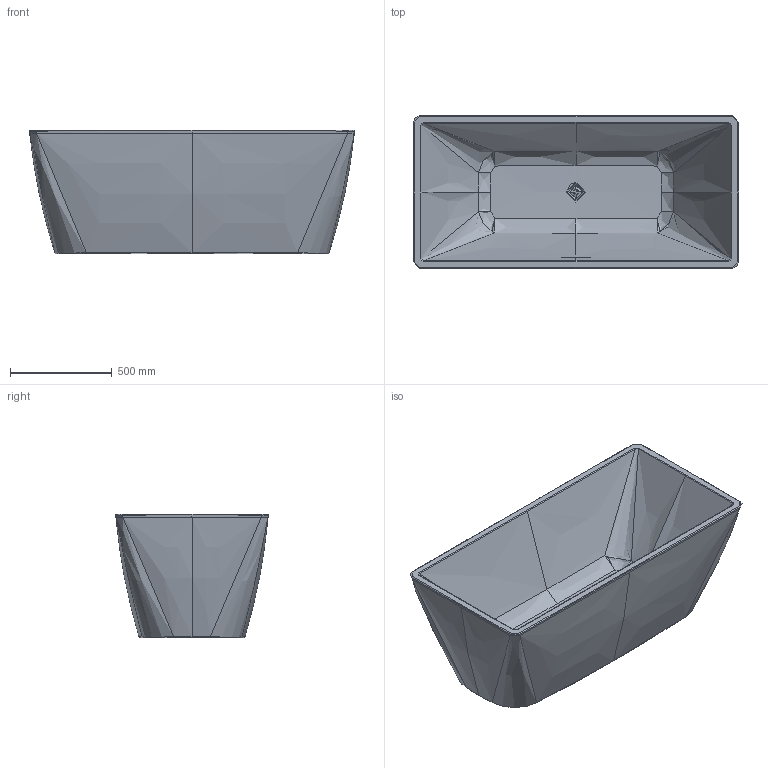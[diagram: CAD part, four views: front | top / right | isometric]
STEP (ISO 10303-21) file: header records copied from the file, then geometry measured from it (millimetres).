
FILE_DESCRIPTION(/* description */ (''),/* implementation_level */ '2;1');
FILE_NAME(/* name */ '700460',/* time_stamp */ '2021-10-11T13:43:21+02:00',/* author */ (''),/* organization */ (''),/* preprocessor_version */ 'ST-DEVELOPER v15',/* originating_system */ '',/* authorisation */ '');
FILE_SCHEMA (('AUTOMOTIVE_DESIGN'));
Length unit declared in the file: millimetre
Products named in the file (1): Document
Bounding box: 1601.11 x 751.26 x 610 mm (x, y, z)
Volume: 26176783.3 mm3; surface area: 9702223.6 mm2
Topology: 3 solids, 4 shells, 427 faces, 1059 edges, 629 vertices
Faces by surface type: bspline 390, plane 37
Entity records: 86041 total; most frequent: CARTESIAN_POINT 79856, ORIENTED_EDGE 2078, EDGE_CURVE 1051, B_SPLINE_CURVE_WITH_KNOTS 727, VERTEX_POINT 629, EDGE_LOOP 446, ADVANCED_FACE 427, FACE_OUTER_BOUND 427
